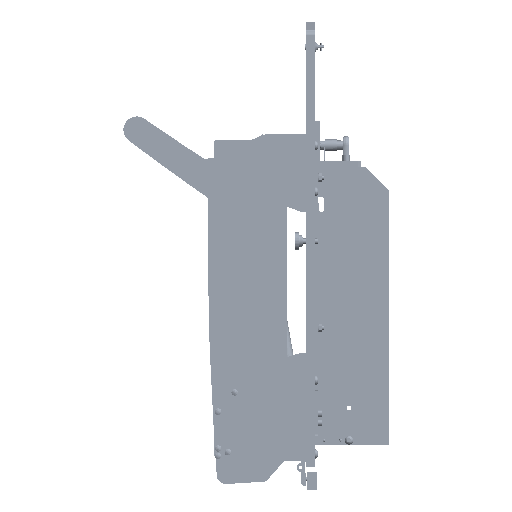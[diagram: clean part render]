
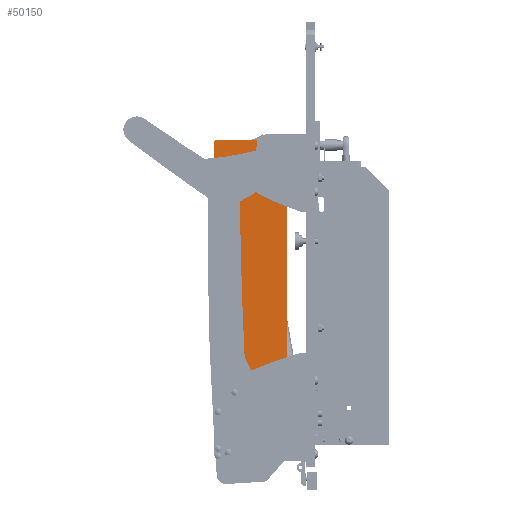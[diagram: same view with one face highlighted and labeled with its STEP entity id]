
A CAD part, left-side view. The second image highlights one B-rep face of the part: STEP entity #50150.
In plain terms, the highlighted face is planar.
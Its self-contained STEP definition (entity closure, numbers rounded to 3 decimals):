
#663 = CARTESIAN_POINT ( 'NONE',  ( 167.5, 36., -5. ) ) ;
#2192 = EDGE_CURVE ( 'NONE', #24880, #65561, #44490, .T. ) ;
#3645 = CARTESIAN_POINT ( 'NONE',  ( 171.5, -40., -5. ) ) ;
#4996 = LINE ( 'NONE', #52451, #43060 ) ;
#7637 = CARTESIAN_POINT ( 'NONE',  ( 167.5, -40., -5. ) ) ;
#15158 = EDGE_CURVE ( 'NONE', #21307, #46933, #41105, .T. ) ;
#16950 = VERTEX_POINT ( 'NONE', #73199 ) ;
#19288 = AXIS2_PLACEMENT_3D ( 'NONE', #80960, #61573, #74495 ) ;
#21307 = VERTEX_POINT ( 'NONE', #76242 ) ;
#21929 = DIRECTION ( 'NONE',  ( 0., 1., 0. ) ) ;
#22957 = PLANE ( 'NONE',  #19288 ) ;
#24880 = VERTEX_POINT ( 'NONE', #45094 ) ;
#27681 = DIRECTION ( 'NONE',  ( 0., 0., -1. ) ) ;
#27972 = CARTESIAN_POINT ( 'NONE',  ( 167.5, -36., -5. ) ) ;
#29566 = CARTESIAN_POINT ( 'NONE',  ( -171.5, -36., -5. ) ) ;
#29989 = EDGE_CURVE ( 'NONE', #50745, #16950, #66329, .T. ) ;
#34264 = EDGE_LOOP ( 'NONE', ( #52542, #81509, #73615, #63196, #66146, #81843, #58081, #50590 ) ) ;
#34528 = FACE_OUTER_BOUND ( 'NONE', #34264, .T. ) ;
#35480 = VECTOR ( 'NONE', #47996, 1000. ) ;
#36343 = DIRECTION ( 'NONE',  ( 0., 0., -1. ) ) ;
#38569 = CARTESIAN_POINT ( 'NONE',  ( -171.5, -40., -5. ) ) ;
#38936 = EDGE_CURVE ( 'NONE', #50745, #47113, #75073, .T. ) ;
#38944 = AXIS2_PLACEMENT_3D ( 'NONE', #61296, #36343, #62122 ) ;
#39899 = EDGE_CURVE ( 'NONE', #24880, #46933, #47650, .T. ) ;
#41105 = CIRCLE ( 'NONE', #50741, 4. ) ;
#43060 = VECTOR ( 'NONE', #46241, 1000. ) ;
#44490 = CIRCLE ( 'NONE', #38944, 4. ) ;
#44513 = EDGE_CURVE ( 'NONE', #62726, #16950, #74074, .T. ) ;
#45094 = CARTESIAN_POINT ( 'NONE',  ( -171.5, 36., -5. ) ) ;
#45219 = VECTOR ( 'NONE', #67999, 1000. ) ;
#46241 = DIRECTION ( 'NONE',  ( -1., 0., 0. ) ) ;
#46832 = DIRECTION ( 'NONE',  ( -1., 0., 0. ) ) ;
#46933 = VERTEX_POINT ( 'NONE', #29566 ) ;
#47113 = VERTEX_POINT ( 'NONE', #7637 ) ;
#47650 = LINE ( 'NONE', #80157, #35480 ) ;
#47996 = DIRECTION ( 'NONE',  ( 0., -1., 0. ) ) ;
#49110 = VECTOR ( 'NONE', #21929, 1000. ) ;
#50150 = ADVANCED_FACE ( 'NONE', ( #34528 ), #22957, .T. ) ;
#50590 = ORIENTED_EDGE ( 'NONE', *, *, #44513, .T. ) ;
#50741 = AXIS2_PLACEMENT_3D ( 'NONE', #76190, #69462, #63862 ) ;
#50745 = VERTEX_POINT ( 'NONE', #66450 ) ;
#52269 = AXIS2_PLACEMENT_3D ( 'NONE', #663, #78084, #65433 ) ;
#52451 = CARTESIAN_POINT ( 'NONE',  ( -171.5, 40., -5. ) ) ;
#52542 = ORIENTED_EDGE ( 'NONE', *, *, #29989, .F. ) ;
#57565 = EDGE_CURVE ( 'NONE', #62726, #65561, #4996, .T. ) ;
#57864 = CARTESIAN_POINT ( 'NONE',  ( 167.5, 40., -5. ) ) ;
#58081 = ORIENTED_EDGE ( 'NONE', *, *, #57565, .F. ) ;
#61296 = CARTESIAN_POINT ( 'NONE',  ( -167.5, 36., -5. ) ) ;
#61573 = DIRECTION ( 'NONE',  ( 0., 0., -1. ) ) ;
#62122 = DIRECTION ( 'NONE',  ( -1., 0., 0. ) ) ;
#62440 = CARTESIAN_POINT ( 'NONE',  ( -167.5, 40., -5. ) ) ;
#62726 = VERTEX_POINT ( 'NONE', #57864 ) ;
#63196 = ORIENTED_EDGE ( 'NONE', *, *, #15158, .T. ) ;
#63829 = AXIS2_PLACEMENT_3D ( 'NONE', #27972, #27681, #46832 ) ;
#63862 = DIRECTION ( 'NONE',  ( -1., 0., 0. ) ) ;
#64489 = LINE ( 'NONE', #38569, #45219 ) ;
#65433 = DIRECTION ( 'NONE',  ( -1., 0., 0. ) ) ;
#65561 = VERTEX_POINT ( 'NONE', #62440 ) ;
#66146 = ORIENTED_EDGE ( 'NONE', *, *, #39899, .F. ) ;
#66329 = LINE ( 'NONE', #3645, #49110 ) ;
#66450 = CARTESIAN_POINT ( 'NONE',  ( 171.5, -36., -5. ) ) ;
#67999 = DIRECTION ( 'NONE',  ( 1., 0., 0. ) ) ;
#69462 = DIRECTION ( 'NONE',  ( 0., 0., -1. ) ) ;
#73199 = CARTESIAN_POINT ( 'NONE',  ( 171.5, 36., -5. ) ) ;
#73615 = ORIENTED_EDGE ( 'NONE', *, *, #81335, .F. ) ;
#74074 = CIRCLE ( 'NONE', #52269, 4. ) ;
#74495 = DIRECTION ( 'NONE',  ( -1., 0., 0. ) ) ;
#75073 = CIRCLE ( 'NONE', #63829, 4. ) ;
#76190 = CARTESIAN_POINT ( 'NONE',  ( -167.5, -36., -5. ) ) ;
#76242 = CARTESIAN_POINT ( 'NONE',  ( -167.5, -40., -5. ) ) ;
#78084 = DIRECTION ( 'NONE',  ( 0., 0., -1. ) ) ;
#80157 = CARTESIAN_POINT ( 'NONE',  ( -171.5, -40., -5. ) ) ;
#80960 = CARTESIAN_POINT ( 'NONE',  ( -171.5, 40., -5. ) ) ;
#81335 = EDGE_CURVE ( 'NONE', #21307, #47113, #64489, .T. ) ;
#81509 = ORIENTED_EDGE ( 'NONE', *, *, #38936, .T. ) ;
#81843 = ORIENTED_EDGE ( 'NONE', *, *, #2192, .T. ) ;
